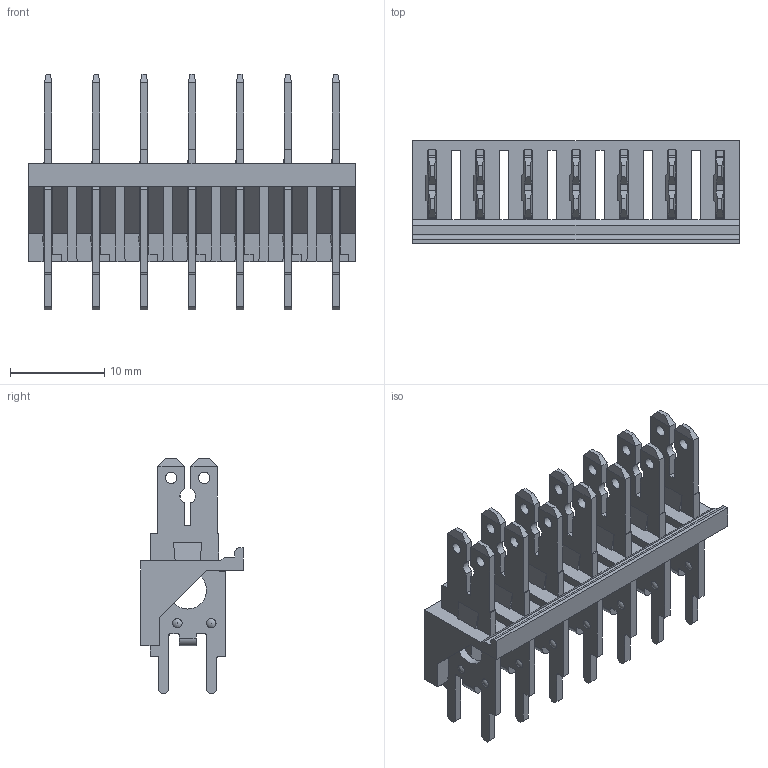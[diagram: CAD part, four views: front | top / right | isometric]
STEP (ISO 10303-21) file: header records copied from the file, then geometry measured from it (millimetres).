
FILE_DESCRIPTION(/* description */ ('Unknown'),/* implementation_level */ '2;1');
FILE_NAME(/* name */ 'J_Wurth_WR-FAST_638207222007',/* time_stamp */ '2025-06-19T11:29:31+08:00',/* author */ ('Unknown'),/* organization */ ('Unknown'),/* preprocessor_version */ 'ST-DEVELOPER v19.4',/* originating_system */ 'Solid Edge',/* authorisation */ 'Unknown');
FILE_SCHEMA (('AUTOMOTIVE_DESIGN {1 0 10303 214 3 1 1}'));
Length unit declared in the file: millimetre
Products named in the file (2): J_Wurth_WR-FAST_638207222007
Assembly tree (1 placements, depth 2):
  J_Wurth_WR-FAST_638207222007
    J_Wurth_WR-FAST_638207222007
Bounding box: 34.6 x 10.9 x 25 mm (x, y, z)
Volume: 1833.4 mm3; surface area: 4456.1 mm2
Topology: 2 solids, 2 shells, 634 faces, 1827 edges, 1171 vertices
Faces by surface type: plane 465, cylinder 127, cone 28, torus 14
Full cylindrical faces by diameter (mm): 1.2 x14, 4 x7
Entity records: 24059 total; most frequent: CARTESIAN_POINT 3529, ORIENTED_EDGE 3486, DIRECTION 3297, EDGE_CURVE 1743, LINE 1461, VECTOR 1461, VERTEX_POINT 1150, AXIS2_PLACEMENT_3D 918
